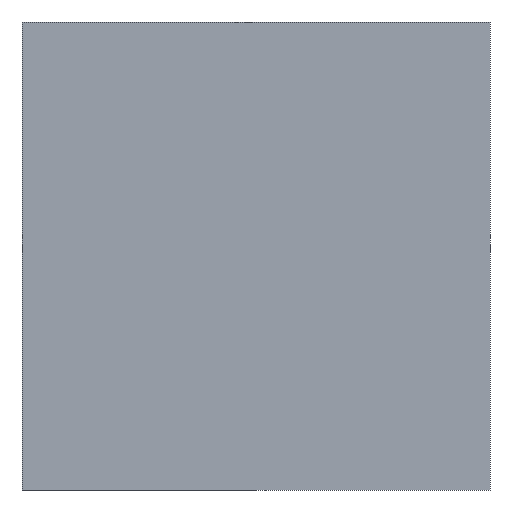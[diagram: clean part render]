
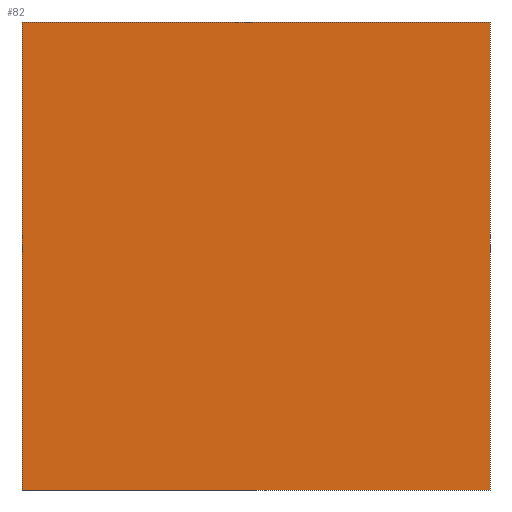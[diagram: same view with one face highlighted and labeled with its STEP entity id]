
A CAD part, left-side view. The second image highlights one B-rep face of the part: STEP entity #82.
In plain terms, the highlighted planar face has unit normal (-1, 0, 0).
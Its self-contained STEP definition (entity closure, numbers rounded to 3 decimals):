
#21 = LINE ( 'NONE', #264, #155 ) ;
#33 = CARTESIAN_POINT ( 'NONE',  ( -50., 100., 50. ) ) ;
#36 = CARTESIAN_POINT ( 'NONE',  ( -50., 0., 50. ) ) ;
#54 = CARTESIAN_POINT ( 'NONE',  ( -50., 100., 50. ) ) ;
#75 = EDGE_LOOP ( 'NONE', ( #110, #442, #266, #326 ) ) ;
#78 = AXIS2_PLACEMENT_3D ( 'NONE', #54, #87, #454 ) ;
#79 = EDGE_CURVE ( 'NONE', #107, #84, #98, .T. ) ;
#82 = ADVANCED_FACE ( 'NONE', ( #309 ), #389, .F. ) ;
#84 = VERTEX_POINT ( 'NONE', #197 ) ;
#87 = DIRECTION ( 'NONE',  ( 1., 0., 0. ) ) ;
#98 = LINE ( 'NONE', #235, #410 ) ;
#102 = DIRECTION ( 'NONE',  ( 0., -1., 0. ) ) ;
#107 = VERTEX_POINT ( 'NONE', #277 ) ;
#110 = ORIENTED_EDGE ( 'NONE', *, *, #137, .T. ) ;
#114 = VECTOR ( 'NONE', #282, 1000. ) ;
#122 = VERTEX_POINT ( 'NONE', #239 ) ;
#137 = EDGE_CURVE ( 'NONE', #122, #340, #21, .T. ) ;
#155 = VECTOR ( 'NONE', #202, 1000. ) ;
#157 = DIRECTION ( 'NONE',  ( 0., 0., 1. ) ) ;
#197 = CARTESIAN_POINT ( 'NONE',  ( -50., 100., 50. ) ) ;
#202 = DIRECTION ( 'NONE',  ( 0., 0., 1. ) ) ;
#235 = CARTESIAN_POINT ( 'NONE',  ( -50., 100., 50. ) ) ;
#239 = CARTESIAN_POINT ( 'NONE',  ( -50., 0., -50. ) ) ;
#264 = CARTESIAN_POINT ( 'NONE',  ( -50., 0., 50. ) ) ;
#266 = ORIENTED_EDGE ( 'NONE', *, *, #79, .F. ) ;
#277 = CARTESIAN_POINT ( 'NONE',  ( -50., 100., -50. ) ) ;
#282 = DIRECTION ( 'NONE',  ( 0., -1., 0. ) ) ;
#301 = EDGE_CURVE ( 'NONE', #107, #122, #370, .T. ) ;
#309 = FACE_OUTER_BOUND ( 'NONE', #75, .T. ) ;
#326 = ORIENTED_EDGE ( 'NONE', *, *, #301, .T. ) ;
#340 = VERTEX_POINT ( 'NONE', #36 ) ;
#370 = LINE ( 'NONE', #467, #114 ) ;
#389 = PLANE ( 'NONE',  #78 ) ;
#410 = VECTOR ( 'NONE', #157, 1000. ) ;
#414 = VECTOR ( 'NONE', #102, 1000. ) ;
#442 = ORIENTED_EDGE ( 'NONE', *, *, #447, .F. ) ;
#447 = EDGE_CURVE ( 'NONE', #84, #340, #468, .T. ) ;
#454 = DIRECTION ( 'NONE',  ( 0., 0., -1. ) ) ;
#467 = CARTESIAN_POINT ( 'NONE',  ( -50., 100., -50. ) ) ;
#468 = LINE ( 'NONE', #33, #414 ) ;
